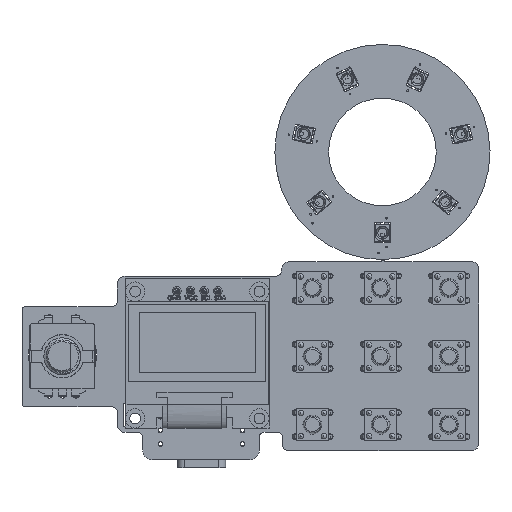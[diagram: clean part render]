
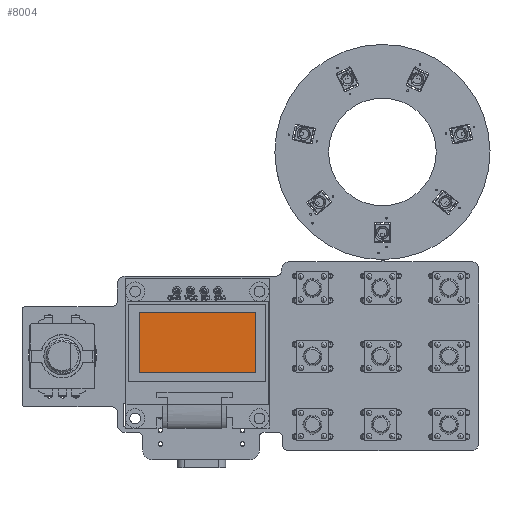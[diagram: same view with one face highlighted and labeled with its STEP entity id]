
A CAD part, top view. The second image highlights one B-rep face of the part: STEP entity #8004.
In plain terms, the highlighted planar face has unit normal (0, 0, 1).
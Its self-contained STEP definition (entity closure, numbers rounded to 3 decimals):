
#8004 = ADVANCED_FACE('',(#8005),#8039,.T.);
#8005 = FACE_BOUND('',#8006,.T.);
#8006 = EDGE_LOOP('',(#8007,#8017,#8025,#8033));
#8007 = ORIENTED_EDGE('',*,*,#8008,.T.);
#8008 = EDGE_CURVE('',#8009,#8011,#8013,.T.);
#8009 = VERTEX_POINT('',#8010);
#8010 = CARTESIAN_POINT('',(-23.55,-8.054,1.265));
#8011 = VERTEX_POINT('',#8012);
#8012 = CARTESIAN_POINT('',(-23.55,3.166,1.265));
#8013 = LINE('',#8014,#8015);
#8014 = CARTESIAN_POINT('',(-23.55,-8.054,1.265));
#8015 = VECTOR('',#8016,1.);
#8016 = DIRECTION('',(0.,1.,0.));
#8017 = ORIENTED_EDGE('',*,*,#8018,.F.);
#8018 = EDGE_CURVE('',#8019,#8011,#8021,.T.);
#8019 = VERTEX_POINT('',#8020);
#8020 = CARTESIAN_POINT('',(-45.11,3.166,1.265));
#8021 = LINE('',#8022,#8023);
#8022 = CARTESIAN_POINT('',(-45.11,3.166,1.265));
#8023 = VECTOR('',#8024,1.);
#8024 = DIRECTION('',(1.,0.,0.));
#8025 = ORIENTED_EDGE('',*,*,#8026,.F.);
#8026 = EDGE_CURVE('',#8027,#8019,#8029,.T.);
#8027 = VERTEX_POINT('',#8028);
#8028 = CARTESIAN_POINT('',(-45.11,-8.054,1.265));
#8029 = LINE('',#8030,#8031);
#8030 = CARTESIAN_POINT('',(-45.11,-8.054,1.265));
#8031 = VECTOR('',#8032,1.);
#8032 = DIRECTION('',(0.,1.,0.));
#8033 = ORIENTED_EDGE('',*,*,#8034,.T.);
#8034 = EDGE_CURVE('',#8027,#8009,#8035,.T.);
#8035 = LINE('',#8036,#8037);
#8036 = CARTESIAN_POINT('',(-45.11,-8.054,1.265));
#8037 = VECTOR('',#8038,1.);
#8038 = DIRECTION('',(1.,0.,0.));
#8039 = PLANE('',#8040);
#8040 = AXIS2_PLACEMENT_3D('',#8041,#8042,#8043);
#8041 = CARTESIAN_POINT('',(-34.33,-3.004,1.265));
#8042 = DIRECTION('',(0.,0.,1.));
#8043 = DIRECTION('',(1.,0.,-0.));
